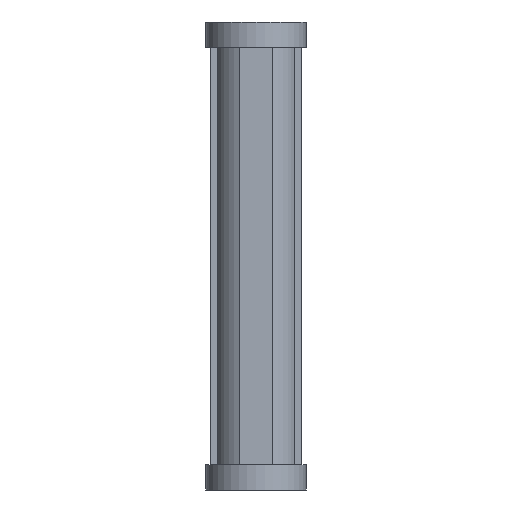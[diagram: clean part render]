
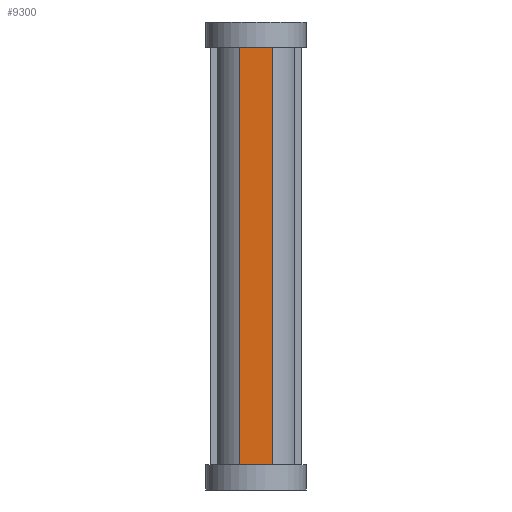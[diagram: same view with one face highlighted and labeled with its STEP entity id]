
A CAD part, front view. The second image highlights one B-rep face of the part: STEP entity #9300.
In plain terms, the highlighted planar face has unit normal (0, -1, 0).
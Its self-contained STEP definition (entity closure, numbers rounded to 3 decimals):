
#2529 = CARTESIAN_POINT ( 'NONE',  ( 5.345, -14.674, -3.75 ) ) ;
#2532 = CARTESIAN_POINT ( 'NONE',  ( -4.655, -14.674, -3.75 ) ) ;
#2933 = DIRECTION ( 'NONE',  ( 1., 0., 0. ) ) ;
#2934 = VECTOR ( 'NONE', #2933, 1000. ) ;
#2957 = CARTESIAN_POINT ( 'NONE',  ( -4.655, -14.674, -3.75 ) ) ;
#2958 = LINE ( 'NONE', #2957, #2934 ) ;
#3344 = DIRECTION ( 'NONE',  ( 1., 0., 0. ) ) ;
#3346 = VECTOR ( 'NONE', #3344, 1000. ) ;
#3995 = AXIS2_PLACEMENT_3D ( 'NONE', #4003, #4013, #4045 ) ;
#4003 = CARTESIAN_POINT ( 'NONE',  ( -4.655, -14.674, 34.434 ) ) ;
#4013 = DIRECTION ( 'NONE',  ( 0., 1., 0. ) ) ;
#4018 = FACE_OUTER_BOUND ( 'NONE', #9307, .T. ) ;
#4045 = DIRECTION ( 'NONE',  ( 0., 0., 1. ) ) ;
#4049 = PLANE ( 'NONE',  #3995 ) ;
#4257 = DIRECTION ( 'NONE',  ( 0., 0., -1. ) ) ;
#4270 = VECTOR ( 'NONE', #4257, 1000. ) ;
#4292 = CARTESIAN_POINT ( 'NONE',  ( -4.655, -14.674, -128.75 ) ) ;
#4298 = LINE ( 'NONE', #4292, #3346 ) ;
#4303 = CARTESIAN_POINT ( 'NONE',  ( -4.655, -14.674, 34.434 ) ) ;
#4304 = LINE ( 'NONE', #4303, #4270 ) ;
#4372 = CARTESIAN_POINT ( 'NONE',  ( -4.655, -14.674, -128.75 ) ) ;
#4498 = DIRECTION ( 'NONE',  ( 0., 0., -1. ) ) ;
#4499 = VECTOR ( 'NONE', #4498, 1000. ) ;
#4503 = CARTESIAN_POINT ( 'NONE',  ( 5.345, -14.674, -128.75 ) ) ;
#4514 = CARTESIAN_POINT ( 'NONE',  ( 5.345, -14.674, 34.434 ) ) ;
#4515 = LINE ( 'NONE', #4514, #4499 ) ;
#9300 = ADVANCED_FACE ( 'NONE', ( #4018 ), #4049, .F. ) ;
#9303 = EDGE_CURVE ( 'NONE', #12466, #9448, #4304, .T. ) ;
#9307 = EDGE_LOOP ( 'NONE', ( #9455, #9456, #9311, #9402 ) ) ;
#9311 = ORIENTED_EDGE ( 'NONE', *, *, #9390, .T. ) ;
#9390 = EDGE_CURVE ( 'NONE', #9448, #9394, #4298, .T. ) ;
#9394 = VERTEX_POINT ( 'NONE', #4503 ) ;
#9397 = EDGE_CURVE ( 'NONE', #12471, #9394, #4515, .T. ) ;
#9402 = ORIENTED_EDGE ( 'NONE', *, *, #9397, .F. ) ;
#9448 = VERTEX_POINT ( 'NONE', #4372 ) ;
#9455 = ORIENTED_EDGE ( 'NONE', *, *, #12739, .F. ) ;
#9456 = ORIENTED_EDGE ( 'NONE', *, *, #9303, .T. ) ;
#12466 = VERTEX_POINT ( 'NONE', #2532 ) ;
#12471 = VERTEX_POINT ( 'NONE', #2529 ) ;
#12739 = EDGE_CURVE ( 'NONE', #12466, #12471, #2958, .T. ) ;
